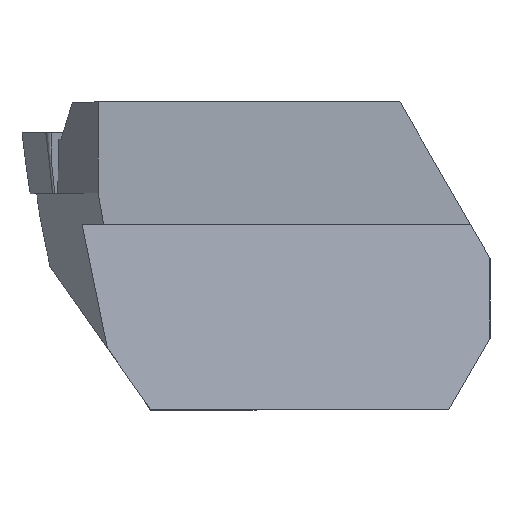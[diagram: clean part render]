
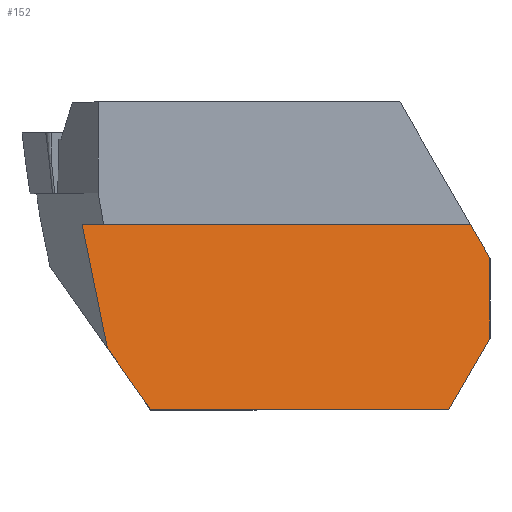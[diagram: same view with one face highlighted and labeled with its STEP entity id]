
A CAD part, top view. The second image highlights one B-rep face of the part: STEP entity #152.
In plain terms, the highlighted planar face has unit normal (0, 0.139, 0.99).
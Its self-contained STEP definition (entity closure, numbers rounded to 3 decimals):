
#152=ADVANCED_FACE('',(#235),#204,.T.);
#204=PLANE('',#1097);
#235=FACE_OUTER_BOUND('',#276,.T.);
#276=EDGE_LOOP('',(#375,#376,#377,#378,#379,#380,#381));
#375=ORIENTED_EDGE('',*,*,#711,.F.);
#376=ORIENTED_EDGE('',*,*,#710,.T.);
#377=ORIENTED_EDGE('',*,*,#712,.T.);
#378=ORIENTED_EDGE('',*,*,#713,.F.);
#379=ORIENTED_EDGE('',*,*,#714,.T.);
#380=ORIENTED_EDGE('',*,*,#715,.T.);
#381=ORIENTED_EDGE('',*,*,#716,.T.);
#619=VERTEX_POINT('',#1474);
#624=VERTEX_POINT('',#1484);
#625=VERTEX_POINT('',#1488);
#626=VERTEX_POINT('',#1490);
#627=VERTEX_POINT('',#1492);
#628=VERTEX_POINT('',#1494);
#629=VERTEX_POINT('',#1496);
#710=EDGE_CURVE('',#619,#624,#834,.T.);
#711=EDGE_CURVE('',#619,#625,#835,.T.);
#712=EDGE_CURVE('',#624,#626,#836,.T.);
#713=EDGE_CURVE('',#627,#626,#837,.T.);
#714=EDGE_CURVE('',#627,#628,#838,.T.);
#715=EDGE_CURVE('',#628,#629,#839,.T.);
#716=EDGE_CURVE('',#629,#625,#840,.T.);
#834=LINE('',#1485,#922);
#835=LINE('',#1487,#923);
#836=LINE('',#1489,#924);
#837=LINE('',#1491,#925);
#838=LINE('',#1493,#926);
#839=LINE('',#1495,#927);
#840=LINE('',#1497,#928);
#922=VECTOR('',#1200,1.);
#923=VECTOR('',#1203,1.);
#924=VECTOR('',#1204,1.);
#925=VECTOR('',#1205,1.);
#926=VECTOR('',#1206,1.);
#927=VECTOR('',#1207,1.);
#928=VECTOR('',#1208,1.);
#1097=AXIS2_PLACEMENT_3D('',#1498,#1209,#1210);
#1200=DIRECTION('',(1.,0.,0.));
#1203=DIRECTION('',(-0.57,0.814,-0.114));
#1204=DIRECTION('',(0.496,0.86,-0.121));
#1205=DIRECTION('',(0.,-0.99,0.139));
#1206=DIRECTION('',(-0.496,0.86,-0.121));
#1207=DIRECTION('',(-1.,0.,0.));
#1208=DIRECTION('',(0.198,-0.971,0.136));
#1209=DIRECTION('',(0.,0.139,0.99));
#1210=DIRECTION('',(0.,-0.99,0.139));
#1474=CARTESIAN_POINT('',(-22.108,-16.9,1.701));
#1484=CARTESIAN_POINT('',(-2.643,-16.9,1.701));
#1485=CARTESIAN_POINT('',(-13.98,-16.9,1.701));
#1487=CARTESIAN_POINT('',(-25.191,-12.498,1.082));
#1488=CARTESIAN_POINT('',(-24.936,-12.861,1.133));
#1489=CARTESIAN_POINT('',(-1.557,-15.02,1.436));
#1490=CARTESIAN_POINT('',(0.05,-12.236,1.045));
#1491=CARTESIAN_POINT('',(0.05,-4.8,0.));
#1492=CARTESIAN_POINT('',(0.05,-7.015,0.311));
#1493=CARTESIAN_POINT('',(-4.37,0.641,-0.765));
#1494=CARTESIAN_POINT('',(-1.229,-4.8,0.));
#1495=CARTESIAN_POINT('',(-31.,-4.8,0.));
#1496=CARTESIAN_POINT('',(-26.58,-4.8,0.));
#1497=CARTESIAN_POINT('',(-26.086,-7.22,0.34));
#1498=CARTESIAN_POINT('',(-13.98,-4.8,0.));
